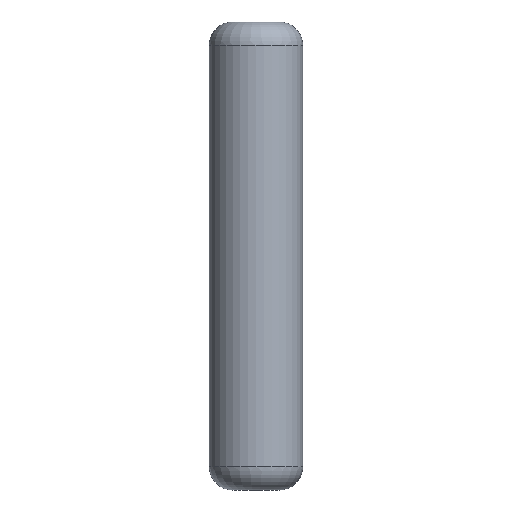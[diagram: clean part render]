
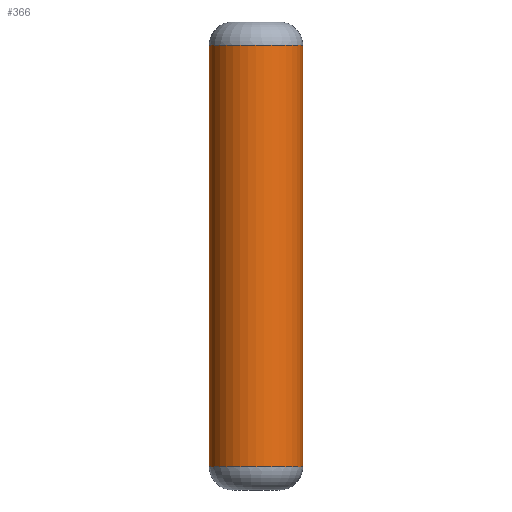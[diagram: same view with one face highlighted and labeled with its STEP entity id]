
A CAD part, front view. The second image highlights one B-rep face of the part: STEP entity #366.
In plain terms, the highlighted cylindrical face has radius 10 mm (diameter 20 mm), a partial arc.
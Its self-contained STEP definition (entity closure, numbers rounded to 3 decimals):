
#5 = EDGE_CURVE ( 'NONE', #107, #66, #242, .T. ) ;
#13 = AXIS2_PLACEMENT_3D ( 'NONE', #21, #206, #277 ) ;
#21 = CARTESIAN_POINT ( 'NONE',  ( 0., 0., 95. ) ) ;
#44 = DIRECTION ( 'NONE',  ( 0., 0., -1. ) ) ;
#45 = CARTESIAN_POINT ( 'NONE',  ( 10., 0., 100. ) ) ;
#64 = DIRECTION ( 'NONE',  ( 0., 0., 1. ) ) ;
#66 = VERTEX_POINT ( 'NONE', #455 ) ;
#71 = CIRCLE ( 'NONE', #13, 10. ) ;
#95 = ORIENTED_EDGE ( 'NONE', *, *, #5, .T. ) ;
#105 = DIRECTION ( 'NONE',  ( 1., 0., 0. ) ) ;
#107 = VERTEX_POINT ( 'NONE', #380 ) ;
#129 = VERTEX_POINT ( 'NONE', #376 ) ;
#163 = CARTESIAN_POINT ( 'NONE',  ( 10., 0., 95. ) ) ;
#186 = VECTOR ( 'NONE', #44, 1000. ) ;
#205 = AXIS2_PLACEMENT_3D ( 'NONE', #362, #64, #105 ) ;
#206 = DIRECTION ( 'NONE',  ( 0., 0., -1. ) ) ;
#223 = DIRECTION ( 'NONE',  ( 0., 0., -1. ) ) ;
#224 = DIRECTION ( 'NONE',  ( 0., 0., -1. ) ) ;
#234 = ORIENTED_EDGE ( 'NONE', *, *, #379, .T. ) ;
#242 = CIRCLE ( 'NONE', #205, 10. ) ;
#272 = VECTOR ( 'NONE', #223, 1000. ) ;
#277 = DIRECTION ( 'NONE',  ( 1., 0., 0. ) ) ;
#282 = EDGE_CURVE ( 'NONE', #465, #66, #385, .T. ) ;
#311 = AXIS2_PLACEMENT_3D ( 'NONE', #429, #224, #425 ) ;
#336 = FACE_OUTER_BOUND ( 'NONE', #482, .T. ) ;
#356 = CYLINDRICAL_SURFACE ( 'NONE', #311, 10. ) ;
#362 = CARTESIAN_POINT ( 'NONE',  ( 0., 0., 5. ) ) ;
#366 = ADVANCED_FACE ( 'NONE', ( #336 ), #356, .T. ) ;
#376 = CARTESIAN_POINT ( 'NONE',  ( -10., 0., 95. ) ) ;
#379 = EDGE_CURVE ( 'NONE', #129, #107, #475, .T. ) ;
#380 = CARTESIAN_POINT ( 'NONE',  ( -10., 0., 5. ) ) ;
#385 = LINE ( 'NONE', #45, #272 ) ;
#423 = CARTESIAN_POINT ( 'NONE',  ( -10., 0., 100. ) ) ;
#425 = DIRECTION ( 'NONE',  ( -1., 0., 0. ) ) ;
#429 = CARTESIAN_POINT ( 'NONE',  ( 0., 0., 100. ) ) ;
#449 = ORIENTED_EDGE ( 'NONE', *, *, #501, .T. ) ;
#455 = CARTESIAN_POINT ( 'NONE',  ( 10., 0., 5. ) ) ;
#465 = VERTEX_POINT ( 'NONE', #163 ) ;
#475 = LINE ( 'NONE', #423, #186 ) ;
#482 = EDGE_LOOP ( 'NONE', ( #484, #449, #234, #95 ) ) ;
#484 = ORIENTED_EDGE ( 'NONE', *, *, #282, .F. ) ;
#501 = EDGE_CURVE ( 'NONE', #465, #129, #71, .T. ) ;
